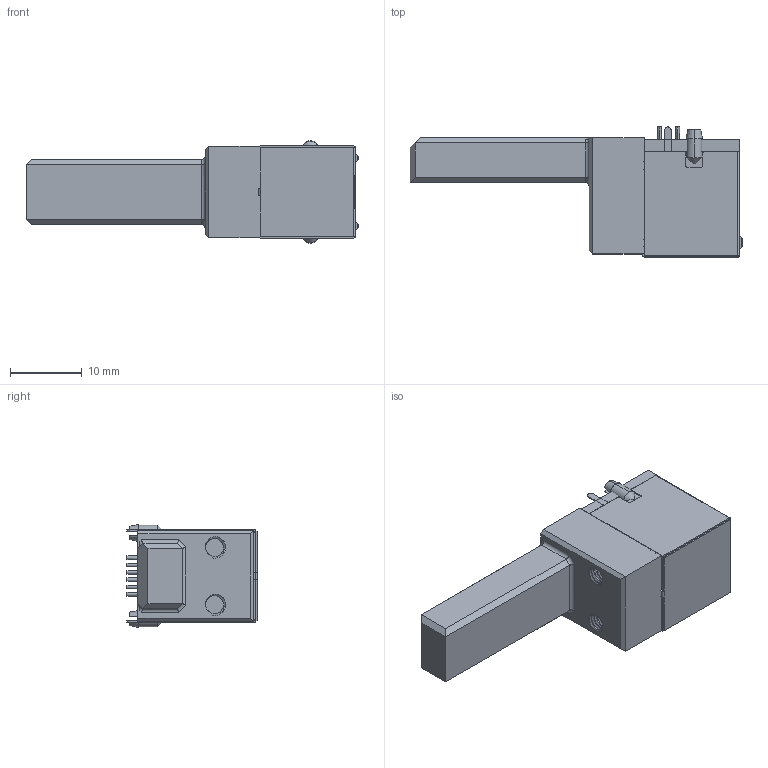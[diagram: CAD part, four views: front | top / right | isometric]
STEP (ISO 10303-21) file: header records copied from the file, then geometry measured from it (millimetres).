
FILE_DESCRIPTION (( 'STEP AP214' ), '1' );
FILE_NAME ('53767~0.STEP', '2017-10-04T06:16:25', ( '' ), ( '' ), 'SwSTEP 2.0', 'SolidWorks 2016', '' );
FILE_SCHEMA (( 'AUTOMOTIVE_DESIGN' ));
Length unit declared in the file: millimetre
Products named in the file (8): 53770_2~0; 53768~0_KUNDE<S>; 53767~0; 53769~1_KUNDE<S>; 53770_4~0; 53770~0_S; 53770_1~0; 53770_3~0
Assembly tree (11 placements, depth 3):
  53767~0
    53768~0_KUNDE<S>
    53769~1_KUNDE<S>
    53770~0_S
      53770_1~0  x3
      53770_2~0  x3
      53770_3~0
      53770_4~0
Bounding box: 46.35 x 18.15 x 14.36 mm (x, y, z)
Volume: 4325.6 mm3; surface area: 5793.4 mm2
Topology: 10 solids, 10 shells, 497 faces, 1364 edges, 870 vertices
Faces by surface type: plane 305, cylinder 166, bspline 18, cone 8
Entity records: 25331 total; most frequent: CARTESIAN_POINT 13098, ORIENTED_EDGE 2680, DIRECTION 2264, EDGE_CURVE 1340, VECTOR 972, LINE 972, VERTEX_POINT 854, AXIS2_PLACEMENT_3D 646
